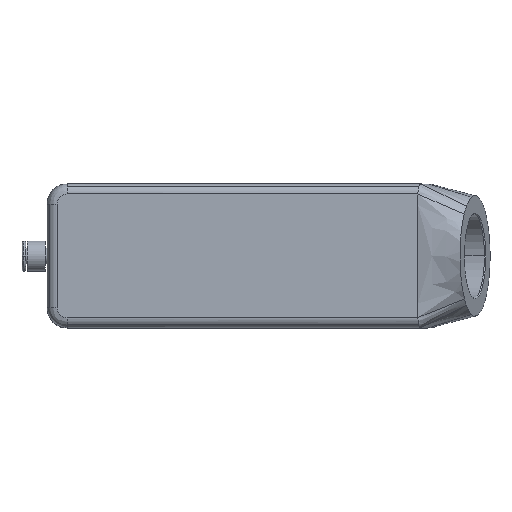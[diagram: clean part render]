
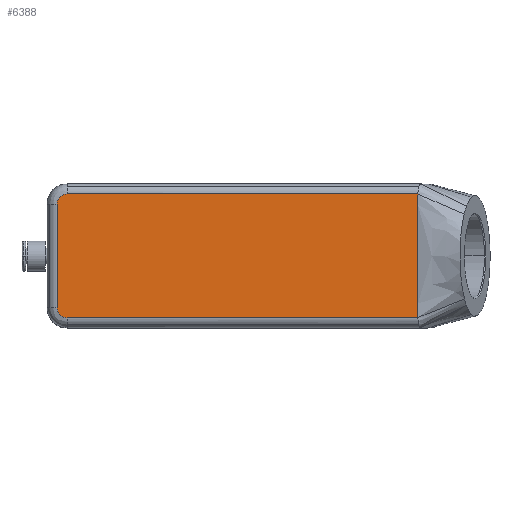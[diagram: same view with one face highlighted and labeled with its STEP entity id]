
A CAD part, top view. The second image highlights one B-rep face of the part: STEP entity #6388.
In plain terms, the highlighted planar face has unit normal (0, 0, 1).
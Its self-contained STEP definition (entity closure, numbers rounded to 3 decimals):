
#4285=CARTESIAN_POINT('',(-57.,-15.5,63.));
#4286=VERTEX_POINT('',#4285);
#4294=CARTESIAN_POINT('',(-57.,15.5,63.));
#4295=VERTEX_POINT('',#4294);
#4296=CARTESIAN_POINT('',(-57.,-15.5,63.));
#4297=DIRECTION('',(0.0,1.0,0.0));
#4298=VECTOR('',#4297,31.);
#4299=LINE('',#4296,#4298);
#4300=EDGE_CURVE('',#4286,#4295,#4299,.T.);
#5747=CARTESIAN_POINT('',(51.,18.5,63.0));
#5748=VERTEX_POINT('',#5747);
#5816=CARTESIAN_POINT('',(51.,15.155,63.0));
#5817=VERTEX_POINT('',#5816);
#5818=CARTESIAN_POINT('',(51.,15.155,63.0));
#5819=DIRECTION('',(0.0,1.0,0.0));
#5820=VECTOR('',#5819,3.345);
#5821=LINE('',#5818,#5820);
#5822=EDGE_CURVE('',#5817,#5748,#5821,.T.);
#5824=CARTESIAN_POINT('',(51.,-14.29,63.0));
#5825=VERTEX_POINT('',#5824);
#5826=CARTESIAN_POINT('',(51.,-14.29,63.0));
#5827=DIRECTION('',(0.0,1.0,0.0));
#5828=VECTOR('',#5827,29.445);
#5829=LINE('',#5826,#5828);
#5830=EDGE_CURVE('',#5825,#5817,#5829,.T.);
#5832=CARTESIAN_POINT('',(51.,-18.5,63.0));
#5833=VERTEX_POINT('',#5832);
#5834=CARTESIAN_POINT('',(51.,-18.5,63.0));
#5835=DIRECTION('',(0.0,1.0,0.0));
#5836=VECTOR('',#5835,4.21);
#5837=LINE('',#5834,#5836);
#5838=EDGE_CURVE('',#5833,#5825,#5837,.T.);
#6147=CARTESIAN_POINT('',(-54.,-18.5,63.));
#6148=VERTEX_POINT('',#6147);
#6149=CARTESIAN_POINT('',(51.,-18.5,63.0));
#6150=DIRECTION('',(-1.0,0.0,0.0));
#6151=VECTOR('',#6150,105.0);
#6152=LINE('',#6149,#6151);
#6153=EDGE_CURVE('',#5833,#6148,#6152,.T.);
#6238=CARTESIAN_POINT('',(-54.,-15.5,63.));
#6239=DIRECTION('',(0.,0.,-1.));
#6240=DIRECTION('',(-0.707,-0.707,0.));
#6241=AXIS2_PLACEMENT_3D('',#6238,#6239,#6240);
#6242=CIRCLE('',#6241,3.0);
#6243=EDGE_CURVE('',#6148,#4286,#6242,.T.);
#6326=CARTESIAN_POINT('',(-54.,18.5,63.));
#6327=VERTEX_POINT('',#6326);
#6346=CARTESIAN_POINT('',(-54.,15.5,63.));
#6347=DIRECTION('',(0.,0.,-1.));
#6348=DIRECTION('',(-0.707,0.707,0.));
#6349=AXIS2_PLACEMENT_3D('',#6346,#6347,#6348);
#6350=CIRCLE('',#6349,3.0);
#6351=EDGE_CURVE('',#4295,#6327,#6350,.T.);
#6363=CARTESIAN_POINT('',(-54.,18.5,63.));
#6364=DIRECTION('',(1.0,0.0,0.0));
#6365=VECTOR('',#6364,105.0);
#6366=LINE('',#6363,#6365);
#6367=EDGE_CURVE('',#6327,#5748,#6366,.T.);
#6373=CARTESIAN_POINT('',(51.,0.0,63.0));
#6374=DIRECTION('',(0.0,0.0,1.0));
#6375=DIRECTION('',(1.0,0.0,0.0));
#6376=AXIS2_PLACEMENT_3D('',#6373,#6374,#6375);
#6377=PLANE('',#6376);
#6378=ORIENTED_EDGE('',*,*,#6367,.F.);
#6379=ORIENTED_EDGE('',*,*,#6351,.F.);
#6380=ORIENTED_EDGE('',*,*,#4300,.F.);
#6381=ORIENTED_EDGE('',*,*,#6243,.F.);
#6382=ORIENTED_EDGE('',*,*,#6153,.F.);
#6383=ORIENTED_EDGE('',*,*,#5838,.T.);
#6384=ORIENTED_EDGE('',*,*,#5830,.T.);
#6385=ORIENTED_EDGE('',*,*,#5822,.T.);
#6386=EDGE_LOOP('',(#6378,#6379,#6380,#6381,#6382,#6383,#6384,#6385));
#6387=FACE_OUTER_BOUND('',#6386,.T.);
#6388=ADVANCED_FACE('',(#6387),#6377,.T.);
